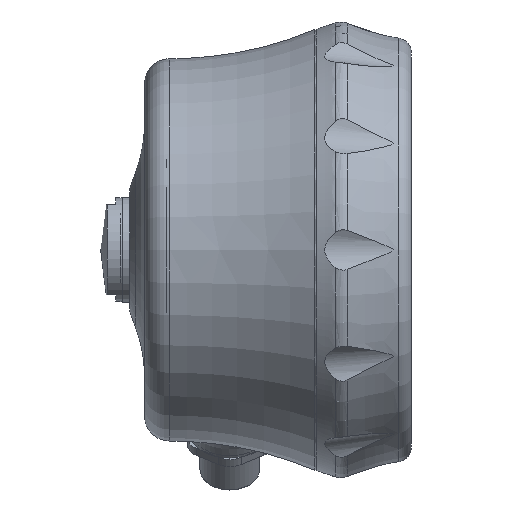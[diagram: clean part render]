
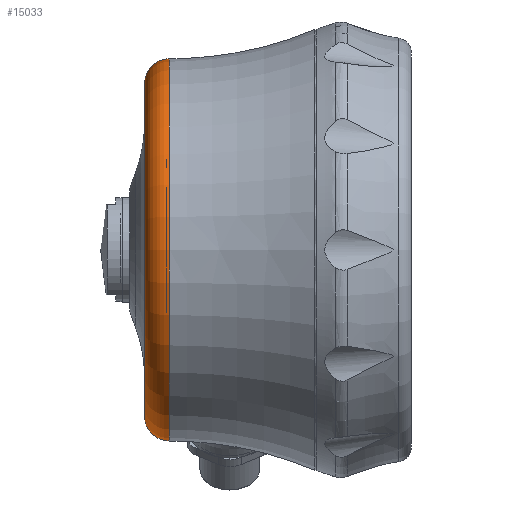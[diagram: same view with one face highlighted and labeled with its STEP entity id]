
A CAD part, front view. The second image highlights one B-rep face of the part: STEP entity #15033.
In plain terms, the highlighted toroidal (fillet/blend) face has major radius 33.267 mm and minor radius 4.9 mm.
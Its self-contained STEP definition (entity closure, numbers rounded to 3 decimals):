
#166=TOROIDAL_SURFACE('',#16021,33.266,4.9);
#3708=ORIENTED_EDGE('',*,*,#5668,.T.);
#3709=ORIENTED_EDGE('',*,*,#5672,.F.);
#5668=EDGE_CURVE('',#6860,#6860,#7500,.T.);
#5672=EDGE_CURVE('',#6863,#6863,#7504,.T.);
#6860=VERTEX_POINT('',#23277);
#6863=VERTEX_POINT('',#23288);
#7500=CIRCLE('',#16014,33.266);
#7504=CIRCLE('',#16022,38.166);
#8353=EDGE_LOOP('',(#3708));
#8354=EDGE_LOOP('',(#3709));
#9295=FACE_BOUND('',#8353,.T.);
#9296=FACE_BOUND('',#8354,.T.);
#15033=ADVANCED_FACE('',(#9295,#9296),#166,.T.);
#16014=AXIS2_PLACEMENT_3D('',#23276,#18397,#18398);
#16021=AXIS2_PLACEMENT_3D('',#23286,#18411,#18412);
#16022=AXIS2_PLACEMENT_3D('',#23287,#18413,#18414);
#18397=DIRECTION('',(1.,0.,0.));
#18398=DIRECTION('',(0.,1.,0.));
#18411=DIRECTION('',(1.,0.,0.));
#18412=DIRECTION('',(0.,-1.,0.006));
#18413=DIRECTION('',(1.,0.,0.));
#18414=DIRECTION('',(0.,-1.,0.));
#23276=CARTESIAN_POINT('',(-19.,-87.4,0.));
#23277=CARTESIAN_POINT('',(-19.,-54.134,0.));
#23286=CARTESIAN_POINT('',(-14.1,-87.4,0.));
#23287=CARTESIAN_POINT('',(-14.1,-87.4,0.));
#23288=CARTESIAN_POINT('',(-14.1,-125.566,0.));
